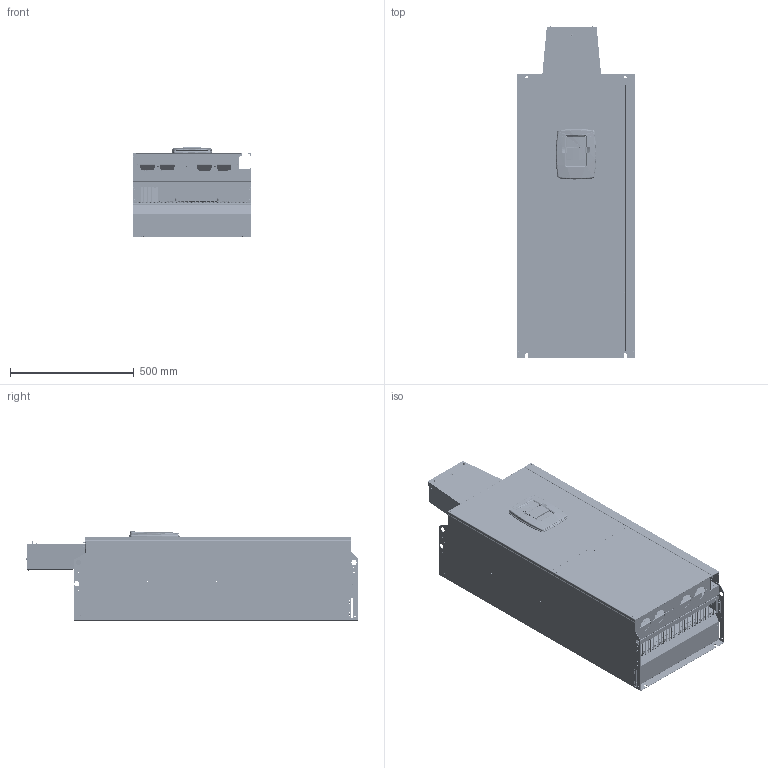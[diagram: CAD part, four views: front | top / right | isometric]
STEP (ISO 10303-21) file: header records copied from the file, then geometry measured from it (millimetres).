
FILE_DESCRIPTION((''),'2;1');
FILE_NAME('FR09_DC_COVER','2020-11-05T',('U325185'),('Danfoss Power Electronics'),'CREO PARAMETRIC BY PTC INC, 2018070','CREO PARAMETRIC BY PTC INC, 2018070','');
FILE_SCHEMA(('CONFIG_CONTROL_DESIGN','GEOMETRIC_VALIDATION_PROPERTIES_MIM'));
Products named in the file (1): FR09_DC_COVER
Bounding box: 480.02 x 1342 x 361.9 mm (x, y, z)
Volume: 5165844.9 mm3; surface area: 7866932.2 mm2
Topology: 15 solids, 81 shells, 6783 faces, 18493 edges, 11957 vertices
Faces by surface type: cylinder 3258, plane 2819, cone 268, bspline 190, torus 133, extrusion 83, sphere 22, revolution 10
Entity records: 293687 total; most frequent: CARTESIAN_POINT 52050, DIRECTION 36707, ORIENTED_EDGE 36521, EDGE_CURVE 18465, PRESENTATION_STYLE_ASSIGNMENT 14032, AXIS2_PLACEMENT_3D 13086, STYLED_ITEM 12136, VERTEX_POINT 11957
